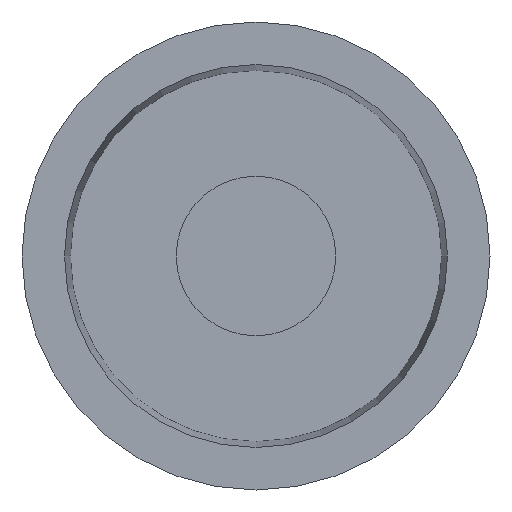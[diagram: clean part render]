
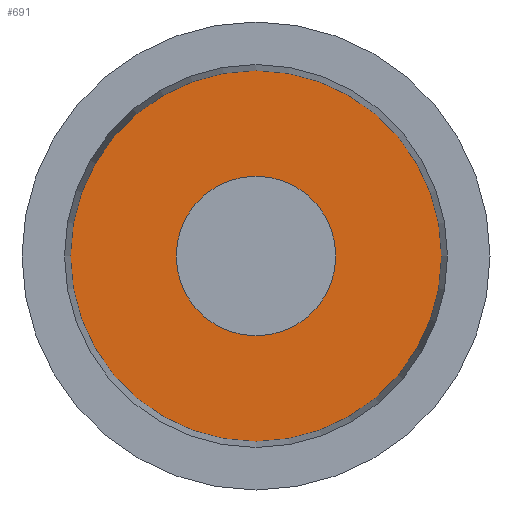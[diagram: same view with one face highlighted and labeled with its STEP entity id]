
A CAD part, front view. The second image highlights one B-rep face of the part: STEP entity #691.
In plain terms, the highlighted planar face has unit normal (0, -1, 0).
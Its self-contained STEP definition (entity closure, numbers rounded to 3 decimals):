
#600 = CONICAL_SURFACE('',#601,18.,0.111);
#601 = AXIS2_PLACEMENT_3D('',#602,#603,#604);
#602 = CARTESIAN_POINT('',(0.,0.5,0.));
#603 = DIRECTION('',(0.,-1.,0.));
#604 = DIRECTION('',(0.,0.,-1.));
#637 = EDGE_CURVE('',#638,#638,#640,.T.);
#638 = VERTEX_POINT('',#639);
#639 = CARTESIAN_POINT('',(0.,5.5,-17.444));
#640 = SURFACE_CURVE('',#641,(#646,#653),.PCURVE_S1.);
#641 = CIRCLE('',#642,17.444);
#642 = AXIS2_PLACEMENT_3D('',#643,#644,#645);
#643 = CARTESIAN_POINT('',(0.,5.5,0.));
#644 = DIRECTION('',(0.,-1.,0.));
#645 = DIRECTION('',(0.,0.,-1.));
#646 = PCURVE('',#600,#647);
#647 = DEFINITIONAL_REPRESENTATION('',(#648),#652);
#648 = LINE('',#649,#650);
#649 = CARTESIAN_POINT('',(0.,-5.));
#650 = VECTOR('',#651,1.);
#651 = DIRECTION('',(1.,0.));
#652 = ( GEOMETRIC_REPRESENTATION_CONTEXT(2) 
PARAMETRIC_REPRESENTATION_CONTEXT() REPRESENTATION_CONTEXT('2D SPACE',''
  ) );
#653 = PCURVE('',#654,#659);
#654 = PLANE('',#655);
#655 = AXIS2_PLACEMENT_3D('',#656,#657,#658);
#656 = CARTESIAN_POINT('',(17.444,5.5,0.));
#657 = DIRECTION('',(0.,1.,0.));
#658 = DIRECTION('',(0.,-0.,1.));
#659 = DEFINITIONAL_REPRESENTATION('',(#660),#668);
#660 = ( BOUNDED_CURVE() B_SPLINE_CURVE(2,(#661,#662,#663,#664,#665,#666
,#667),.UNSPECIFIED.,.T.,.F.) B_SPLINE_CURVE_WITH_KNOTS((1,2,2,2,2,1),(
    -2.094,0.,2.094,4.189,6.283,
8.378),.UNSPECIFIED.) CURVE() GEOMETRIC_REPRESENTATION_ITEM() 
RATIONAL_B_SPLINE_CURVE((1.,0.5,1.,0.5,1.,0.5,1.)) REPRESENTATION_ITEM(
  '') );
#661 = CARTESIAN_POINT('',(-17.444,-17.444));
#662 = CARTESIAN_POINT('',(-17.444,12.77));
#663 = CARTESIAN_POINT('',(8.722,-2.337));
#664 = CARTESIAN_POINT('',(34.889,-17.444));
#665 = CARTESIAN_POINT('',(8.722,-32.552));
#666 = CARTESIAN_POINT('',(-17.444,-47.659));
#667 = CARTESIAN_POINT('',(-17.444,-17.444));
#668 = ( GEOMETRIC_REPRESENTATION_CONTEXT(2) 
PARAMETRIC_REPRESENTATION_CONTEXT() REPRESENTATION_CONTEXT('2D SPACE',''
  ) );
#691 = ADVANCED_FACE('',(#692,#727),#654,.F.);
#692 = FACE_BOUND('',#693,.T.);
#693 = EDGE_LOOP('',(#694));
#694 = ORIENTED_EDGE('',*,*,#695,.F.);
#695 = EDGE_CURVE('',#696,#696,#698,.T.);
#696 = VERTEX_POINT('',#697);
#697 = CARTESIAN_POINT('',(0.,5.5,-7.5));
#698 = SURFACE_CURVE('',#699,(#704,#715),.PCURVE_S1.);
#699 = CIRCLE('',#700,7.5);
#700 = AXIS2_PLACEMENT_3D('',#701,#702,#703);
#701 = CARTESIAN_POINT('',(0.,5.5,0.));
#702 = DIRECTION('',(0.,-1.,0.));
#703 = DIRECTION('',(0.,0.,-1.));
#704 = PCURVE('',#654,#705);
#705 = DEFINITIONAL_REPRESENTATION('',(#706),#714);
#706 = ( BOUNDED_CURVE() B_SPLINE_CURVE(2,(#707,#708,#709,#710,#711,#712
,#713),.UNSPECIFIED.,.T.,.F.) B_SPLINE_CURVE_WITH_KNOTS((1,2,2,2,2,1),(
    -2.094,0.,2.094,4.189,6.283,
8.378),.UNSPECIFIED.) CURVE() GEOMETRIC_REPRESENTATION_ITEM() 
RATIONAL_B_SPLINE_CURVE((1.,0.5,1.,0.5,1.,0.5,1.)) REPRESENTATION_ITEM(
  '') );
#707 = CARTESIAN_POINT('',(-7.5,-17.444));
#708 = CARTESIAN_POINT('',(-7.5,-4.454));
#709 = CARTESIAN_POINT('',(3.75,-10.949));
#710 = CARTESIAN_POINT('',(15.,-17.444));
#711 = CARTESIAN_POINT('',(3.75,-23.94));
#712 = CARTESIAN_POINT('',(-7.5,-30.435));
#713 = CARTESIAN_POINT('',(-7.5,-17.444));
#714 = ( GEOMETRIC_REPRESENTATION_CONTEXT(2) 
PARAMETRIC_REPRESENTATION_CONTEXT() REPRESENTATION_CONTEXT('2D SPACE',''
  ) );
#715 = PCURVE('',#716,#721);
#716 = CYLINDRICAL_SURFACE('',#717,7.5);
#717 = AXIS2_PLACEMENT_3D('',#718,#719,#720);
#718 = CARTESIAN_POINT('',(0.,0.,0.));
#719 = DIRECTION('',(0.,-1.,0.));
#720 = DIRECTION('',(0.,0.,-1.));
#721 = DEFINITIONAL_REPRESENTATION('',(#722),#726);
#722 = LINE('',#723,#724);
#723 = CARTESIAN_POINT('',(0.,-5.5));
#724 = VECTOR('',#725,1.);
#725 = DIRECTION('',(1.,0.));
#726 = ( GEOMETRIC_REPRESENTATION_CONTEXT(2) 
PARAMETRIC_REPRESENTATION_CONTEXT() REPRESENTATION_CONTEXT('2D SPACE',''
  ) );
#727 = FACE_BOUND('',#728,.T.);
#728 = EDGE_LOOP('',(#729));
#729 = ORIENTED_EDGE('',*,*,#637,.T.);
